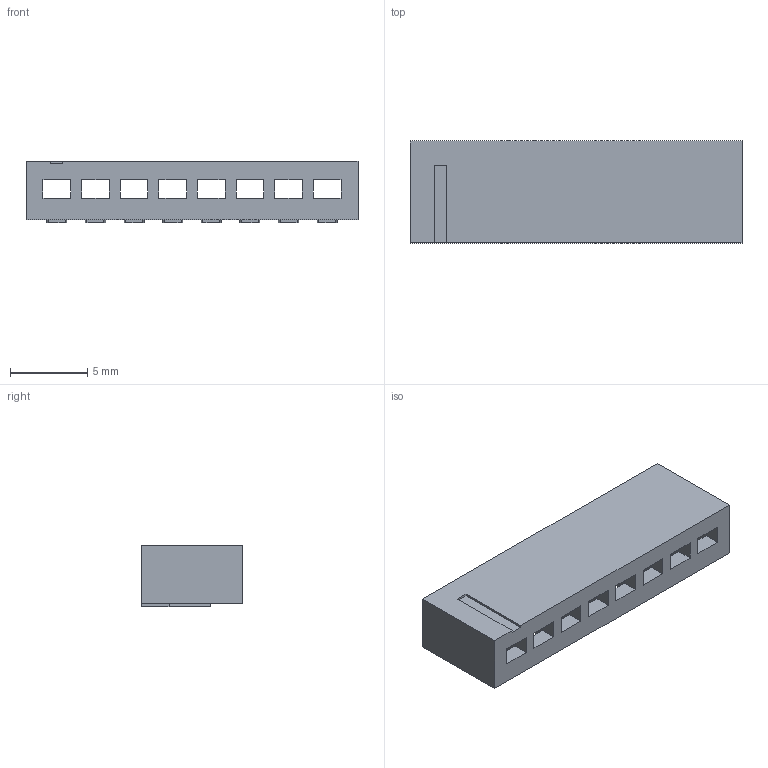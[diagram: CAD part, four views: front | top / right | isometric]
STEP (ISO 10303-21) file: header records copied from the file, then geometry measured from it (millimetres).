
FILE_DESCRIPTION (( 'STEP AP214' ), '1' );
FILE_NAME ('FHG25009-S08M2W1B-REF .STEP', '2025-05-29T09:49:29', ( '' ), ( '' ), 'SwSTEP 2.0', 'SolidWorks 2021', '' );
FILE_SCHEMA (( 'AUTOMOTIVE_DESIGN' ));
Length unit declared in the file: millimetre
Products named in the file (1): FHG25009-S08M2W1B-REF 
Bounding box: 21.5 x 6.6 x 4 mm (x, y, z)
Volume: 279.9 mm3; surface area: 970.8 mm2
Topology: 1 solids, 1 shells, 226 faces, 664 edges, 432 vertices
Faces by surface type: plane 226
Entity records: 7410 total; most frequent: ORIENTED_EDGE 1328, CARTESIAN_POINT 1323, DIRECTION 1118, VECTOR 664, LINE 664, EDGE_CURVE 664, VERTEX_POINT 432, EDGE_LOOP 250
